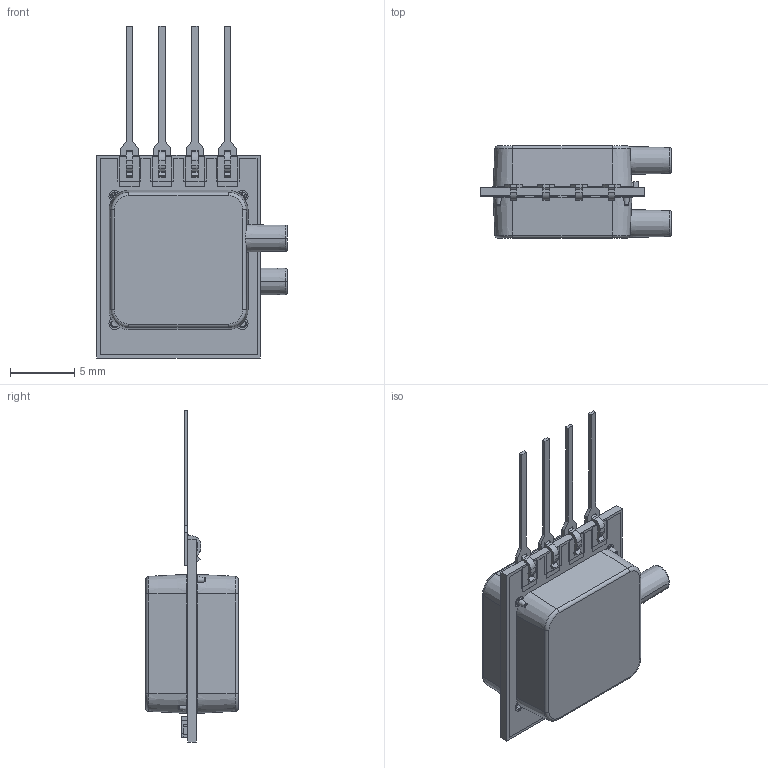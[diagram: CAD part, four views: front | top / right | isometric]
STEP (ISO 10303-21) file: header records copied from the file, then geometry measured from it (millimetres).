
FILE_DESCRIPTION (( 'STEP AP203' ), '1' );
FILE_NAME ('P1NS.STEP', '2021-05-10T22:00:08', ( '' ), ( '' ), 'SwSTEP 2.0', 'SolidWorks 2010', '' );
FILE_SCHEMA (( 'CONFIG_CONTROL_DESIGN' ));
Length unit declared in the file: inch
Products named in the file (4): Ceramic-Blank P series; P1NS; AS01-01-010 for P series; AS01-06-001 SIP for P series
Assembly tree (7 placements, depth 2):
  P1NS
    AS01-06-001 SIP for P series  x4
    AS01-01-010 for P series  x2
    Ceramic-Blank P series
Bounding box: 14.8 x 7.19 x 25.78 mm (x, y, z)
Volume: 552.8 mm3; surface area: 2485.6 mm2
Topology: 17 solids, 17 shells, 500 faces, 1311 edges, 854 vertices
Faces by surface type: plane 340, cylinder 80, cone 46, torus 26, bspline 8
Entity records: 11228 total; most frequent: CARTESIAN_POINT 2420, ORIENTED_EDGE 1744, DIRECTION 1637, EDGE_CURVE 872, VECTOR 687, LINE 687, VERTEX_POINT 572, AXIS2_PLACEMENT_3D 475
